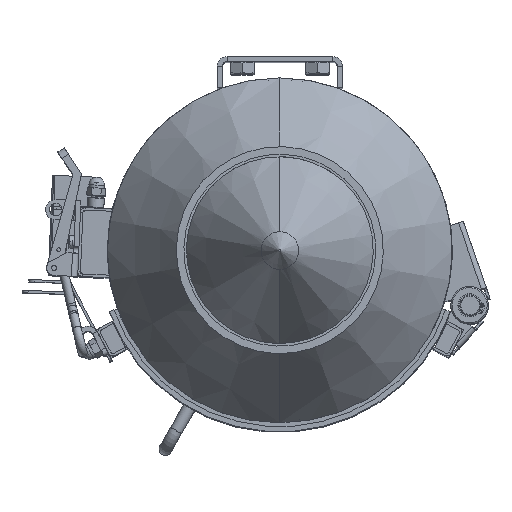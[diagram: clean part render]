
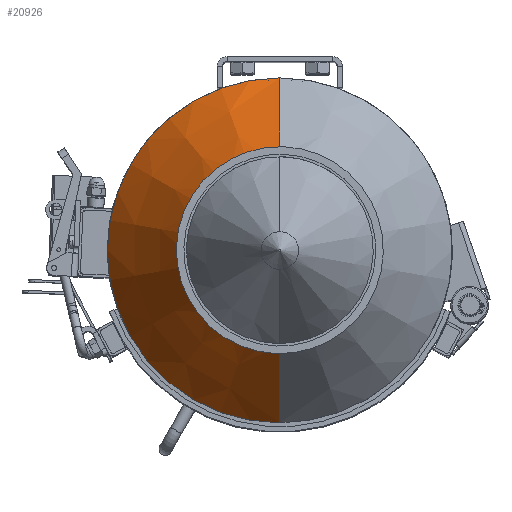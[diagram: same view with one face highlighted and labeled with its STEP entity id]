
A CAD part, top view. The second image highlights one B-rep face of the part: STEP entity #20926.
In plain terms, the highlighted conical face has half-angle 35 degrees and reference radius 107.069 mm.
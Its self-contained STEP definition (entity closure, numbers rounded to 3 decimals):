
#332=CONICAL_SURFACE('',#22791,107.069,35.);
#1782=CIRCLE('',#22790,137.5);
#1783=CIRCLE('',#22792,76.638);
#2833=FACE_OUTER_BOUND('',#4291,.T.);
#4291=EDGE_LOOP('',(#16347,#16348,#16349,#16350));
#5887=LINE('',#35622,#7516);
#5888=LINE('',#35625,#7517);
#7516=VECTOR('',#27381,10.);
#7517=VECTOR('',#27384,10.);
#9317=VERTEX_POINT('',#35610);
#9319=VERTEX_POINT('',#35613);
#9322=VERTEX_POINT('',#35621);
#9323=VERTEX_POINT('',#35623);
#11773=EDGE_CURVE('',#9322,#9317,#5887,.T.);
#11775=EDGE_CURVE('',#9319,#9323,#5888,.T.);
#11787=EDGE_CURVE('',#9319,#9317,#1782,.T.);
#11788=EDGE_CURVE('',#9323,#9322,#1783,.T.);
#16347=ORIENTED_EDGE('',*,*,#11775,.T.);
#16348=ORIENTED_EDGE('',*,*,#11788,.T.);
#16349=ORIENTED_EDGE('',*,*,#11773,.T.);
#16350=ORIENTED_EDGE('',*,*,#11787,.F.);
#20926=ADVANCED_FACE('',(#2833),#332,.T.);
#22790=AXIS2_PLACEMENT_3D('',#35647,#27411,#27412);
#22791=AXIS2_PLACEMENT_3D('',#35648,#27413,#27414);
#22792=AXIS2_PLACEMENT_3D('',#35649,#27415,#27416);
#27381=DIRECTION('',(0.,0.574,-0.819));
#27384=DIRECTION('',(0.,0.574,0.819));
#27411=DIRECTION('center_axis',(0.,0.,
-1.));
#27412=DIRECTION('ref_axis',(0.,-1.,0.));
#27413=DIRECTION('center_axis',(0.,0.,
-1.));
#27414=DIRECTION('ref_axis',(0.,-1.,0.));
#27415=DIRECTION('center_axis',(0.,0.,
-1.));
#27416=DIRECTION('ref_axis',(0.,-1.,0.));
#35610=CARTESIAN_POINT('',(0.,137.5,235.147));
#35613=CARTESIAN_POINT('',(0.,-137.5,235.147));
#35621=CARTESIAN_POINT('',(0.,76.638,322.067));
#35622=CARTESIAN_POINT('',(0.,107.069,278.607));
#35623=CARTESIAN_POINT('',(0.,-76.638,322.067));
#35625=CARTESIAN_POINT('',(0.,-107.069,278.607));
#35647=CARTESIAN_POINT('Origin',(0.,0.,
235.147));
#35648=CARTESIAN_POINT('Origin',(0.,0.,
278.607));
#35649=CARTESIAN_POINT('Origin',(0.,0.,
322.067));
